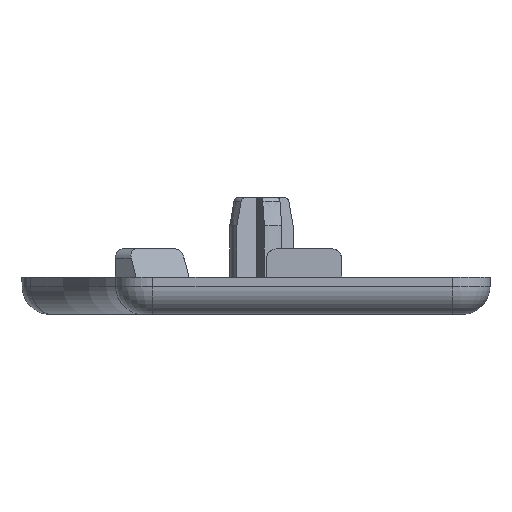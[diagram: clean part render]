
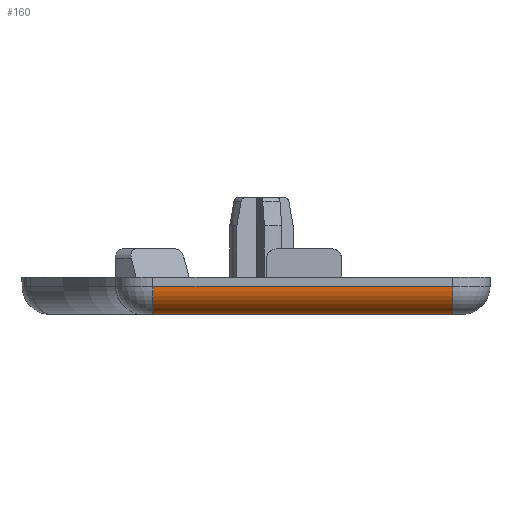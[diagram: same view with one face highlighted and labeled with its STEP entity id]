
A CAD part, front view. The second image highlights one B-rep face of the part: STEP entity #160.
In plain terms, the highlighted cylindrical face has radius 3 mm (diameter 6 mm), a partial arc.
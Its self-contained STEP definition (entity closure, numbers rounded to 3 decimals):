
#37 = LINE ( 'NONE', #846, #500 ) ;
#45 = EDGE_CURVE ( 'NONE', #393, #1144, #1804, .T. ) ;
#141 = EDGE_CURVE ( 'NONE', #470, #2279, #2403, .T. ) ;
#160 = ADVANCED_FACE ( 'NONE', ( #882 ), #289, .T. ) ;
#171 = CARTESIAN_POINT ( 'NONE',  ( 20.462, -22.961, 3. ) ) ;
#228 = CARTESIAN_POINT ( 'NONE',  ( -11.615, -19.961, 0. ) ) ;
#234 = EDGE_LOOP ( 'NONE', ( #2499, #2538, #1089, #1104 ) ) ;
#289 = CYLINDRICAL_SURFACE ( 'NONE', #2446, 3. ) ;
#290 = EDGE_CURVE ( 'NONE', #2279, #393, #37, .T. ) ;
#376 = VECTOR ( 'NONE', #2577, 1000. ) ;
#393 = VERTEX_POINT ( 'NONE', #1233 ) ;
#437 = DIRECTION ( 'NONE',  ( 1., 0., 0. ) ) ;
#470 = VERTEX_POINT ( 'NONE', #1991 ) ;
#500 = VECTOR ( 'NONE', #669, 1000. ) ;
#553 = EDGE_CURVE ( 'NONE', #1144, #470, #2164, .T. ) ;
#669 = DIRECTION ( 'NONE',  ( -1., 0., 0. ) ) ;
#846 = CARTESIAN_POINT ( 'NONE',  ( -11.615, -22.961, 3. ) ) ;
#882 = FACE_OUTER_BOUND ( 'NONE', #234, .T. ) ;
#1025 = CARTESIAN_POINT ( 'NONE',  ( -11.615, -19.961, 3. ) ) ;
#1037 = DIRECTION ( 'NONE',  ( 1., 0., 0. ) ) ;
#1089 = ORIENTED_EDGE ( 'NONE', *, *, #141, .T. ) ;
#1104 = ORIENTED_EDGE ( 'NONE', *, *, #290, .T. ) ;
#1144 = VERTEX_POINT ( 'NONE', #228 ) ;
#1233 = CARTESIAN_POINT ( 'NONE',  ( -11.615, -22.961, 3. ) ) ;
#1261 = AXIS2_PLACEMENT_3D ( 'NONE', #1811, #1414, #2425 ) ;
#1412 = DIRECTION ( 'NONE',  ( 0., 1., 0. ) ) ;
#1414 = DIRECTION ( 'NONE',  ( -1., 0., 0. ) ) ;
#1458 = CARTESIAN_POINT ( 'NONE',  ( -11.615, -19.961, 3. ) ) ;
#1765 = CARTESIAN_POINT ( 'NONE',  ( 20.462, -19.961, 0. ) ) ;
#1804 = CIRCLE ( 'NONE', #2450, 3. ) ;
#1811 = CARTESIAN_POINT ( 'NONE',  ( 20.462, -19.961, 3. ) ) ;
#1991 = CARTESIAN_POINT ( 'NONE',  ( 20.462, -19.961, 0. ) ) ;
#2164 = LINE ( 'NONE', #1765, #376 ) ;
#2279 = VERTEX_POINT ( 'NONE', #171 ) ;
#2403 = CIRCLE ( 'NONE', #1261, 3. ) ;
#2425 = DIRECTION ( 'NONE',  ( 0., 1., 0. ) ) ;
#2446 = AXIS2_PLACEMENT_3D ( 'NONE', #1458, #437, #2489 ) ;
#2450 = AXIS2_PLACEMENT_3D ( 'NONE', #1025, #1037, #1412 ) ;
#2489 = DIRECTION ( 'NONE',  ( 0., 1., 0. ) ) ;
#2499 = ORIENTED_EDGE ( 'NONE', *, *, #45, .T. ) ;
#2538 = ORIENTED_EDGE ( 'NONE', *, *, #553, .T. ) ;
#2577 = DIRECTION ( 'NONE',  ( 1., 0., 0. ) ) ;
